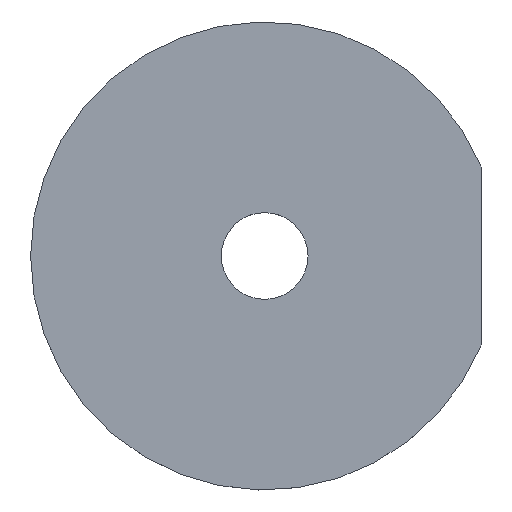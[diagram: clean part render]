
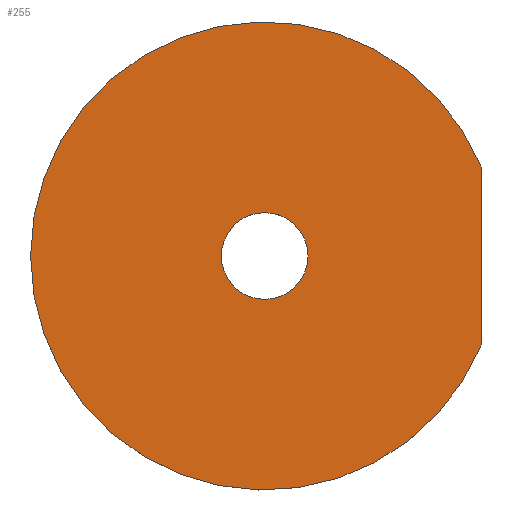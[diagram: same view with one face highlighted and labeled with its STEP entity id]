
A CAD part, top view. The second image highlights one B-rep face of the part: STEP entity #255.
In plain terms, the highlighted planar face has unit normal (0, 0, 1).
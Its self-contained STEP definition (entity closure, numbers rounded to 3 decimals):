
#73=CARTESIAN_POINT('',(10.0,0.,3.0));
#74=VERTEX_POINT('',#73);
#75=CARTESIAN_POINT('',(0.0,0.0,3.0));
#76=DIRECTION('',(0.0,0.0,-1.0));
#77=DIRECTION('',(-1.0,0.0,0.0));
#78=AXIS2_PLACEMENT_3D('',#75,#76,#77);
#79=CIRCLE('',#78,10.0);
#80=EDGE_CURVE('',#74,#74,#79,.T.);
#101=CARTESIAN_POINT('',(49.846,20.769,3.0));
#102=VERTEX_POINT('',#101);
#103=CARTESIAN_POINT('',(50.0,20.,3.0));
#104=VERTEX_POINT('',#103);
#105=CARTESIAN_POINT('',(48.,20.,3.0));
#106=DIRECTION('',(0.0,0.0,-1.0));
#107=DIRECTION('',(1.0,0.0,0.0));
#108=AXIS2_PLACEMENT_3D('',#105,#106,#107);
#109=CIRCLE('',#108,2.);
#110=EDGE_CURVE('',#102,#104,#109,.T.);
#143=CARTESIAN_POINT('',(50.0,-20.,3.0));
#144=VERTEX_POINT('',#143);
#145=CARTESIAN_POINT('',(50.0,20.,3.0));
#146=DIRECTION('',(0.0,-1.0,0.0));
#147=VECTOR('',#146,40.);
#148=LINE('',#145,#147);
#149=EDGE_CURVE('',#104,#144,#148,.T.);
#174=CARTESIAN_POINT('',(49.846,-20.769,3.0));
#175=VERTEX_POINT('',#174);
#176=CARTESIAN_POINT('',(48.,-20.,3.0));
#177=DIRECTION('',(0.0,0.0,-1.0));
#178=DIRECTION('',(0.923,-0.385,0.0));
#179=AXIS2_PLACEMENT_3D('',#176,#177,#178);
#180=CIRCLE('',#179,2.);
#181=EDGE_CURVE('',#144,#175,#180,.T.);
#207=CARTESIAN_POINT('',(0.0,0.0,3.0));
#208=DIRECTION('',(0.0,0.0,-1.0));
#209=DIRECTION('',(0.923,0.385,0.0));
#210=AXIS2_PLACEMENT_3D('',#207,#208,#209);
#211=CIRCLE('',#210,54.);
#212=EDGE_CURVE('',#175,#102,#211,.T.);
#241=CARTESIAN_POINT('',(4.244,0.,3.0));
#242=DIRECTION('',(0.0,0.0,1.0));
#243=DIRECTION('',(1.0,0.0,0.0));
#244=AXIS2_PLACEMENT_3D('',#241,#242,#243);
#245=PLANE('',#244);
#246=ORIENTED_EDGE('',*,*,#110,.F.);
#247=ORIENTED_EDGE('',*,*,#212,.F.);
#248=ORIENTED_EDGE('',*,*,#181,.F.);
#249=ORIENTED_EDGE('',*,*,#149,.F.);
#250=EDGE_LOOP('',(#246,#247,#248,#249));
#251=FACE_OUTER_BOUND('',#250,.T.);
#252=ORIENTED_EDGE('',*,*,#80,.T.);
#253=EDGE_LOOP('',(#252));
#254=FACE_BOUND('',#253,.T.);
#255=ADVANCED_FACE('',(#251,#254),#245,.T.);
